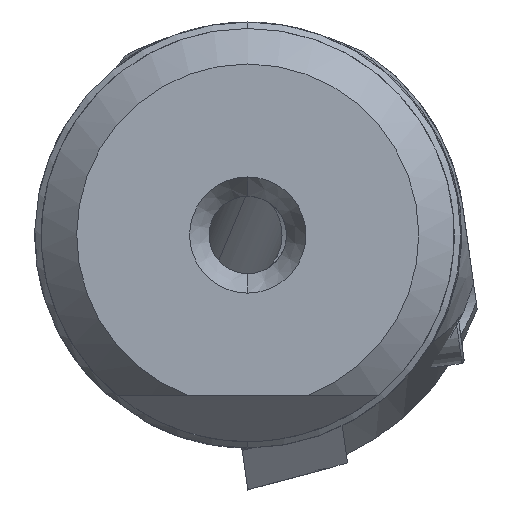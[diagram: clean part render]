
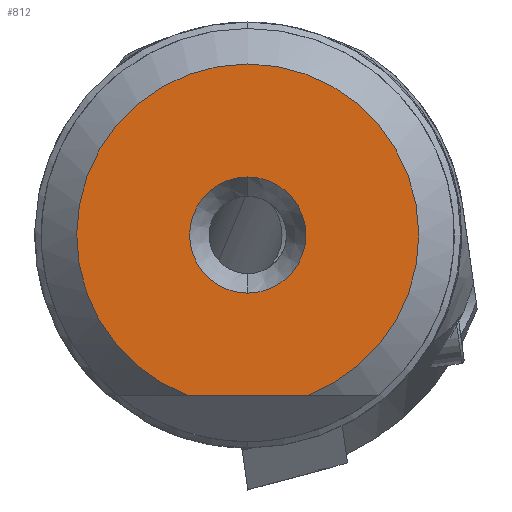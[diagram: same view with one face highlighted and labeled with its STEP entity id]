
A CAD part, left-side view. The second image highlights one B-rep face of the part: STEP entity #812.
In plain terms, the highlighted planar face has unit normal (-1, 0, 0).
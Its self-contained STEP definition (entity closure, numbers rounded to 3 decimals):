
#109 = FACE_OUTER_BOUND ( 'NONE', #184, .T. ) ;
#184 = EDGE_LOOP ( 'NONE', ( #4580, #4584 ) ) ;
#315 = CARTESIAN_POINT ( 'NONE',  ( 0., 0., 0. ) ) ;
#316 = DIRECTION ( 'NONE',  ( -1., 0., 0. ) ) ;
#317 = DIRECTION ( 'NONE',  ( 0., 0., 1. ) ) ;
#812 = ADVANCED_FACE ( 'NONE', ( #867, #109 ), #3964, .F. ) ;
#854 = CARTESIAN_POINT ( 'NONE',  ( 0., 0., 2.25 ) ) ;
#867 = FACE_BOUND ( 'NONE', #4708, .T. ) ;
#881 = CARTESIAN_POINT ( 'NONE',  ( 0., -2.335, -6.2 ) ) ;
#1214 = AXIS2_PLACEMENT_3D ( 'NONE', #1419, #1420, #1421 ) ;
#1220 = AXIS2_PLACEMENT_3D ( 'NONE', #2129, #2130, #2131 ) ;
#1419 = CARTESIAN_POINT ( 'NONE',  ( 0., 0., 0. ) ) ;
#1420 = DIRECTION ( 'NONE',  ( -1., 0., 0. ) ) ;
#1421 = DIRECTION ( 'NONE',  ( 0., 0., 1. ) ) ;
#1451 = CARTESIAN_POINT ( 'NONE',  ( 0., 2.25, -6.2 ) ) ;
#1452 = DIRECTION ( 'NONE',  ( 0., -1., 0. ) ) ;
#1801 = CIRCLE ( 'NONE', #3127, 2.25 ) ;
#1885 = CIRCLE ( 'NONE', #1214, 6.625 ) ;
#1895 = LINE ( 'NONE', #1451, #1897 ) ;
#1897 = VECTOR ( 'NONE', #1452, 1000. ) ;
#1907 = CIRCLE ( 'NONE', #1220, 2.25 ) ;
#2129 = CARTESIAN_POINT ( 'NONE',  ( 0., 0., 0. ) ) ;
#2130 = DIRECTION ( 'NONE',  ( -1., 0., 0. ) ) ;
#2131 = DIRECTION ( 'NONE',  ( 0., 0., 1. ) ) ;
#2661 = VERTEX_POINT ( 'NONE', #3364 ) ;
#2710 = VERTEX_POINT ( 'NONE', #5424 ) ;
#2743 = VERTEX_POINT ( 'NONE', #854 ) ;
#2755 = VERTEX_POINT ( 'NONE', #881 ) ;
#3127 = AXIS2_PLACEMENT_3D ( 'NONE', #315, #316, #317 ) ;
#3364 = CARTESIAN_POINT ( 'NONE',  ( 0., 2.335, -6.2 ) ) ;
#3950 = DIRECTION ( 'NONE',  ( 1., 0., 0. ) ) ;
#3964 = PLANE ( 'NONE',  #5004 ) ;
#3978 = DIRECTION ( 'NONE',  ( 0., 0., -1. ) ) ;
#3986 = CARTESIAN_POINT ( 'NONE',  ( 0., 2.25, 0. ) ) ;
#4155 = EDGE_CURVE ( 'NONE', #2710, #2743, #1801, .T. ) ;
#4580 = ORIENTED_EDGE ( 'NONE', *, *, #4666, .T. ) ;
#4581 = ORIENTED_EDGE ( 'NONE', *, *, #4155, .F. ) ;
#4584 = ORIENTED_EDGE ( 'NONE', *, *, #4677, .T. ) ;
#4610 = ORIENTED_EDGE ( 'NONE', *, *, #4693, .F. ) ;
#4666 = EDGE_CURVE ( 'NONE', #2755, #2661, #1885, .T. ) ;
#4677 = EDGE_CURVE ( 'NONE', #2661, #2755, #1895, .T. ) ;
#4693 = EDGE_CURVE ( 'NONE', #2743, #2710, #1907, .T. ) ;
#4708 = EDGE_LOOP ( 'NONE', ( #4610, #4581 ) ) ;
#5004 = AXIS2_PLACEMENT_3D ( 'NONE', #3986, #3950, #3978 ) ;
#5424 = CARTESIAN_POINT ( 'NONE',  ( 0., 0., -2.25 ) ) ;
